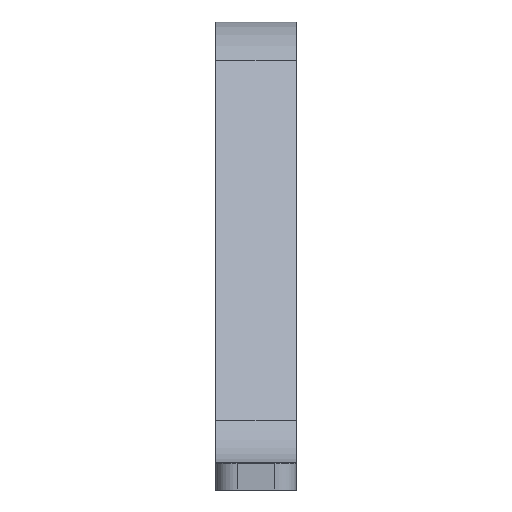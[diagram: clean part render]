
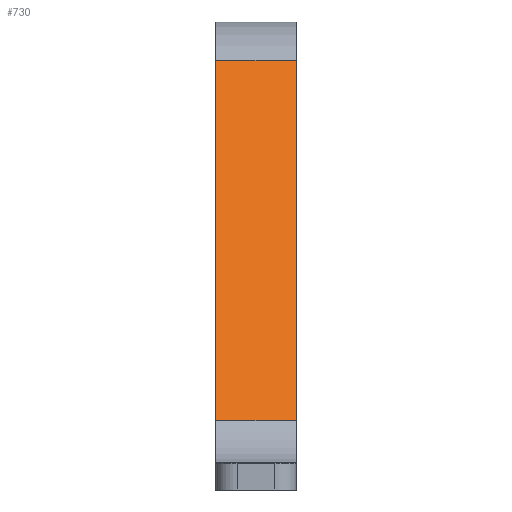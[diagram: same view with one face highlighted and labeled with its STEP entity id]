
A CAD part, left-side view. The second image highlights one B-rep face of the part: STEP entity #730.
In plain terms, the highlighted planar face has unit normal (-0.875, 0, 0.484).
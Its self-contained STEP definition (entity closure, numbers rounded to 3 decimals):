
#24=PLANE('',#788);
#46=FACE_OUTER_BOUND('',#85,.T.);
#85=EDGE_LOOP('',(#497,#498,#499,#500));
#131=LINE('',#1091,#204);
#133=LINE('',#1097,#206);
#134=LINE('',#1099,#207);
#135=LINE('',#1100,#208);
#204=VECTOR('',#866,10.);
#206=VECTOR('',#872,1.);
#207=VECTOR('',#873,1.);
#208=VECTOR('',#874,1.);
#313=VERTEX_POINT('',#1088);
#314=VERTEX_POINT('',#1090);
#316=VERTEX_POINT('',#1096);
#317=VERTEX_POINT('',#1098);
#385=EDGE_CURVE('',#313,#314,#131,.T.);
#388=EDGE_CURVE('',#313,#316,#133,.T.);
#389=EDGE_CURVE('',#316,#317,#134,.T.);
#390=EDGE_CURVE('',#314,#317,#135,.T.);
#497=ORIENTED_EDGE('',*,*,#385,.F.);
#498=ORIENTED_EDGE('',*,*,#388,.T.);
#499=ORIENTED_EDGE('',*,*,#389,.T.);
#500=ORIENTED_EDGE('',*,*,#390,.F.);
#730=ADVANCED_FACE('',(#46),#24,.T.);
#788=AXIS2_PLACEMENT_3D('',#1095,#870,#871);
#866=DIRECTION('',(0.,1.,0.));
#870=DIRECTION('center_axis',(-0.875,0.,0.484));
#871=DIRECTION('ref_axis',(0.484,0.,0.875));
#872=DIRECTION('',(0.484,0.,0.875));
#873=DIRECTION('',(0.,1.,0.));
#874=DIRECTION('',(0.484,0.,0.875));
#1088=CARTESIAN_POINT('',(-84.423,0.,17.814));
#1090=CARTESIAN_POINT('',(-84.423,15.,17.814));
#1091=CARTESIAN_POINT('',(-84.423,0.,17.814));
#1095=CARTESIAN_POINT('Origin',(-94.286,0.,0.));
#1096=CARTESIAN_POINT('',(-47.363,0.,84.748));
#1097=CARTESIAN_POINT('',(-94.286,0.,0.));
#1098=CARTESIAN_POINT('',(-47.363,15.,84.748));
#1099=CARTESIAN_POINT('',(-47.363,0.,84.748));
#1100=CARTESIAN_POINT('',(-94.286,15.,0.));
